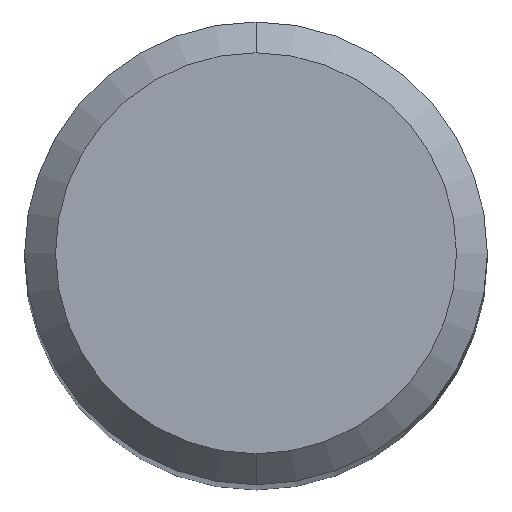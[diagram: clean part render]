
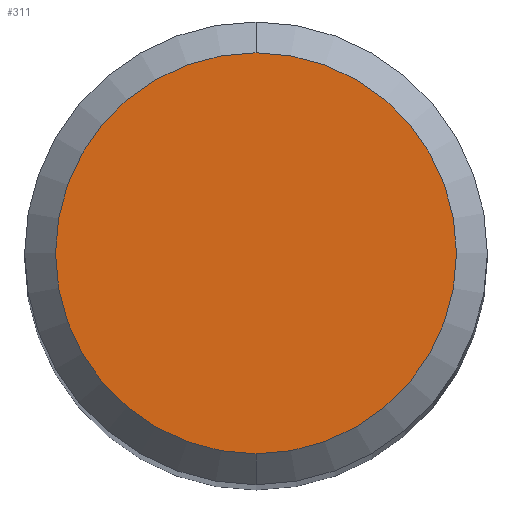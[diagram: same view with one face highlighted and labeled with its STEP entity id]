
A CAD part, top view. The second image highlights one B-rep face of the part: STEP entity #311.
In plain terms, the highlighted planar face has unit normal (0, 0, 1).
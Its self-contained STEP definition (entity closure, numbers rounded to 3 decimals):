
#179=VERTEX_POINT('',#486);
#293=EDGE_CURVE('',#441,#179,#610,.T.);
#311=ADVANCED_FACE('',(#630),#631,.T.);
#369=EDGE_CURVE('',#179,#441,#692,.T.);
#441=VERTEX_POINT('',#776);
#486=CARTESIAN_POINT('',(0.,-2.6,0.0));
#610=CIRCLE('',#1063,2.6);
#630=FACE_OUTER_BOUND('',#1091,.T.);
#631=PLANE('',#1092);
#692=CIRCLE('',#1228,2.6);
#776=CARTESIAN_POINT('',(0.0,2.6,0.0));
#1063=AXIS2_PLACEMENT_3D('',#1575,#1576,#1577);
#1091=EDGE_LOOP('',(#1599,#1600));
#1092=AXIS2_PLACEMENT_3D('',#1601,#1602,#1603);
#1228=AXIS2_PLACEMENT_3D('',#1649,#1650,#1651);
#1575=CARTESIAN_POINT('',(0.0,0.0,0.0));
#1576=DIRECTION('',(0.0,0.0,-1.0));
#1577=DIRECTION('',(0.0,1.0,0.0));
#1599=ORIENTED_EDGE('',*,*,#293,.F.);
#1600=ORIENTED_EDGE('',*,*,#369,.F.);
#1601=CARTESIAN_POINT('',(0.0,1.3,0.0));
#1602=DIRECTION('',(-0.0,0.0,1.0));
#1603=DIRECTION('',(0.0,-1.0,0.0));
#1649=CARTESIAN_POINT('',(0.0,0.0,0.0));
#1650=DIRECTION('',(0.0,0.0,-1.0));
#1651=DIRECTION('',(0.0,1.0,0.0));
